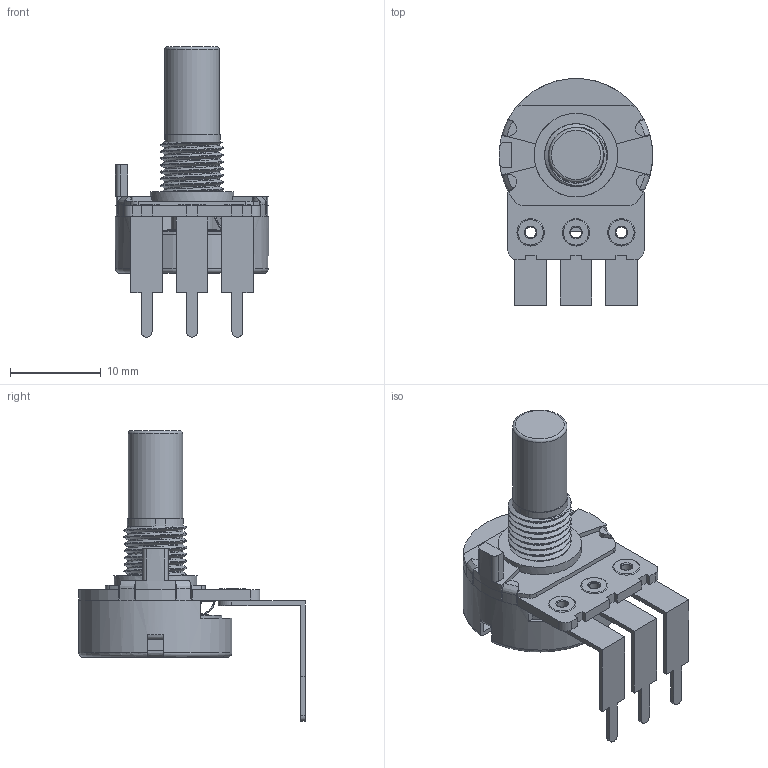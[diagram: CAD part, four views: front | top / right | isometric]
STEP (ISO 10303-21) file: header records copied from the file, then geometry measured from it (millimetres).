
FILE_DESCRIPTION(/* description */ (''),/* implementation_level */ '2;1');
FILE_NAME(/* name */ '16mm PCB Pot.step',/* time_stamp */ '2018-01-10T16:25:29-06:00',/* author */ ('mscientistlab'),/* organization */ (''),/* preprocessor_version */ 'ST-DEVELOPER v16.13',/* originating_system */ 'Autodesk Translation Framework v6.5.0.72',/* authorisation */ '');
FILE_SCHEMA (('AUTOMOTIVE_DESIGN { 1 0 10303 214 3 1 1 }'));
Length unit declared in the file: millimetre
Products named in the file (1): Potenciometro Alpha 16mm
Bounding box: 16.9 x 24.93 x 32 mm (x, y, z)
Volume: 1506.2 mm3; surface area: 4211.8 mm2
Topology: 14 solids, 14 shells, 388 faces, 989 edges, 641 vertices
Faces by surface type: plane 199, cylinder 131, bspline 48, torus 10
Full cylindrical faces by diameter (mm): 1 x2, 1.1 x2, 1.2 x3, 1.3 x3, 1.4 x6, 2.7 x2, 2.9 x1, 3 x6, 4.6 x1, 5 x3, 6 x1, 6.048 x8, 6.908 x6, 9.2 x1, 15.9 x1, 16.9 x1
Entity records: 14256 total; most frequent: CARTESIAN_POINT 4909, ORIENTED_EDGE 1978, DIRECTION 1810, EDGE_CURVE 989, VERTEX_POINT 641, AXIS2_PLACEMENT_3D 639, LINE 532, VECTOR 532
